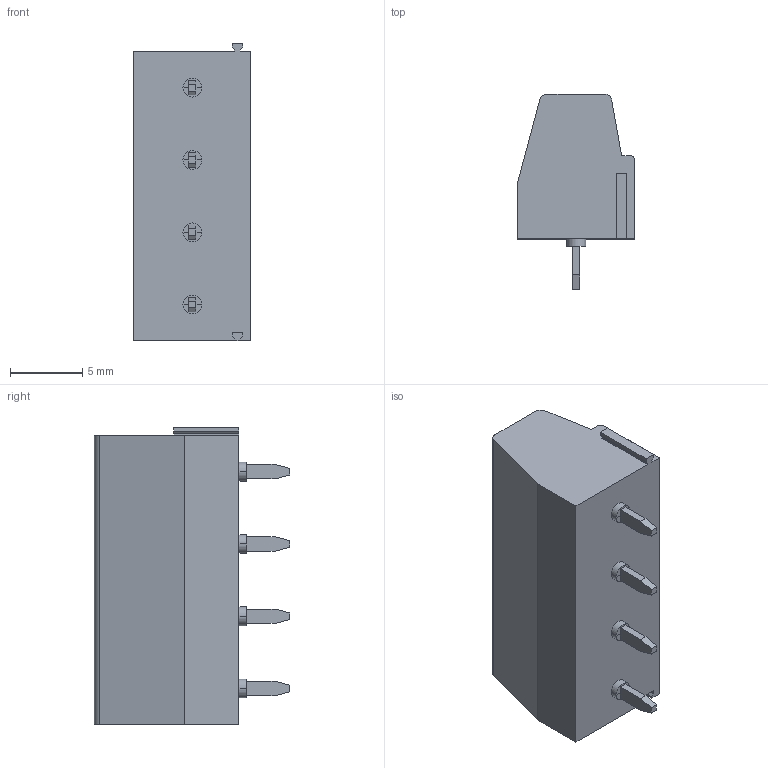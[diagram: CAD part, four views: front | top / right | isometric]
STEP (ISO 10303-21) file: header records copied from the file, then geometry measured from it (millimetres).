
FILE_DESCRIPTION(('STEP AP214'),'1');
FILE_NAME('1729034.stp','2019-06-24T14:43:49',('TraceParts'),('TraceParts S.A.'),'Spatial InterOp 3D',' ',' ');
FILE_SCHEMA(('AUTOMOTIVE_DESIGN { 1 0 10303 214 1 1 1 1 }'));
Length unit declared in the file: millimetre
Products named in the file (1): 1729034
Bounding box: 8.15 x 13.5 x 20.57 mm (x, y, z)
Volume: 1292.1 mm3; surface area: 1132.6 mm2
Topology: 1 solids, 1 shells, 247 faces, 603 edges, 378 vertices
Faces by surface type: plane 194, cylinder 53
Entity records: 9147 total; most frequent: DIRECTION 1245, CARTESIAN_POINT 1229, ORIENTED_EDGE 1206, EDGE_CURVE 603, LINE 457, VECTOR 457, AXIS2_PLACEMENT_3D 394, VERTEX_POINT 378
